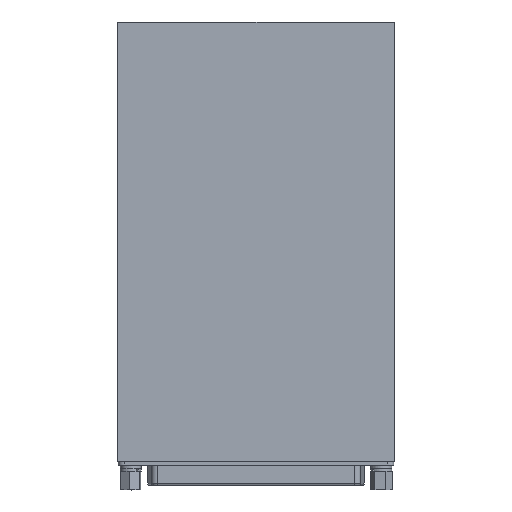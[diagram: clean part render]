
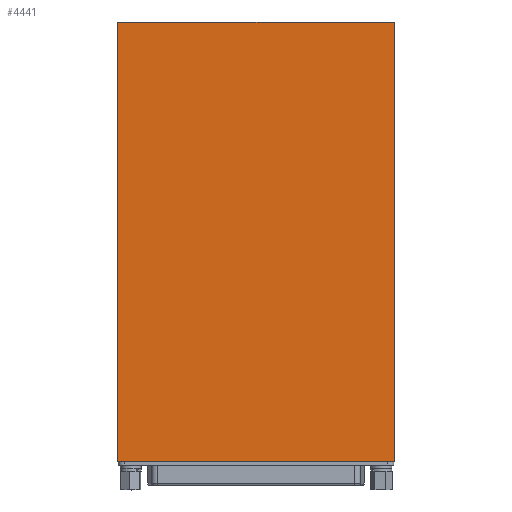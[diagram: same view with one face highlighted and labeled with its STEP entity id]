
A CAD part, top view. The second image highlights one B-rep face of the part: STEP entity #4441.
In plain terms, the highlighted planar face has unit normal (0, 0, 1).
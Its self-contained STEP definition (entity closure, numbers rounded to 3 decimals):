
#459=ORIENTED_EDGE('',*,*,#1105,.F.);
#460=ORIENTED_EDGE('',*,*,#1114,.F.);
#461=ORIENTED_EDGE('',*,*,#1111,.F.);
#462=ORIENTED_EDGE('',*,*,#1108,.F.);
#1105=EDGE_CURVE('',#1435,#1436,#1707,.T.);
#1108=EDGE_CURVE('',#1436,#1438,#1710,.T.);
#1111=EDGE_CURVE('',#1438,#1440,#1713,.T.);
#1114=EDGE_CURVE('',#1440,#1435,#1716,.T.);
#1435=VERTEX_POINT('',#6221);
#1436=VERTEX_POINT('',#6223);
#1438=VERTEX_POINT('',#6229);
#1440=VERTEX_POINT('',#6235);
#1707=LINE('',#6222,#1813);
#1710=LINE('',#6228,#1816);
#1713=LINE('',#6234,#1819);
#1716=LINE('',#6239,#1822);
#1813=VECTOR('',#5175,1000.);
#1816=VECTOR('',#5180,1000.);
#1819=VECTOR('',#5185,1000.);
#1822=VECTOR('',#5190,1000.);
#1921=EDGE_LOOP('',(#459,#460,#461,#462));
#2331=FACE_BOUND('',#1921,.T.);
#2745=PLANE('',#4704);
#4441=ADVANCED_FACE('',(#2331),#2745,.F.);
#4704=AXIS2_PLACEMENT_3D('',#6240,#5191,#5192);
#5175=DIRECTION('',(0.,-1.,0.));
#5180=DIRECTION('',(-1.,0.,0.));
#5185=DIRECTION('',(0.,1.,0.));
#5190=DIRECTION('',(1.,0.,0.));
#5191=DIRECTION('',(0.,0.,-1.));
#5192=DIRECTION('',(-1.,0.,0.));
#6221=CARTESIAN_POINT('',(35.052,55.626,7.747));
#6222=CARTESIAN_POINT('',(35.052,55.626,7.747));
#6223=CARTESIAN_POINT('',(35.052,-55.626,7.747));
#6228=CARTESIAN_POINT('',(35.052,-55.626,7.747));
#6229=CARTESIAN_POINT('',(-35.052,-55.626,7.747));
#6234=CARTESIAN_POINT('',(-35.052,-55.626,7.747));
#6235=CARTESIAN_POINT('',(-35.052,55.626,7.747));
#6239=CARTESIAN_POINT('',(-35.052,55.626,7.747));
#6240=CARTESIAN_POINT('',(0.,0.,7.747));
